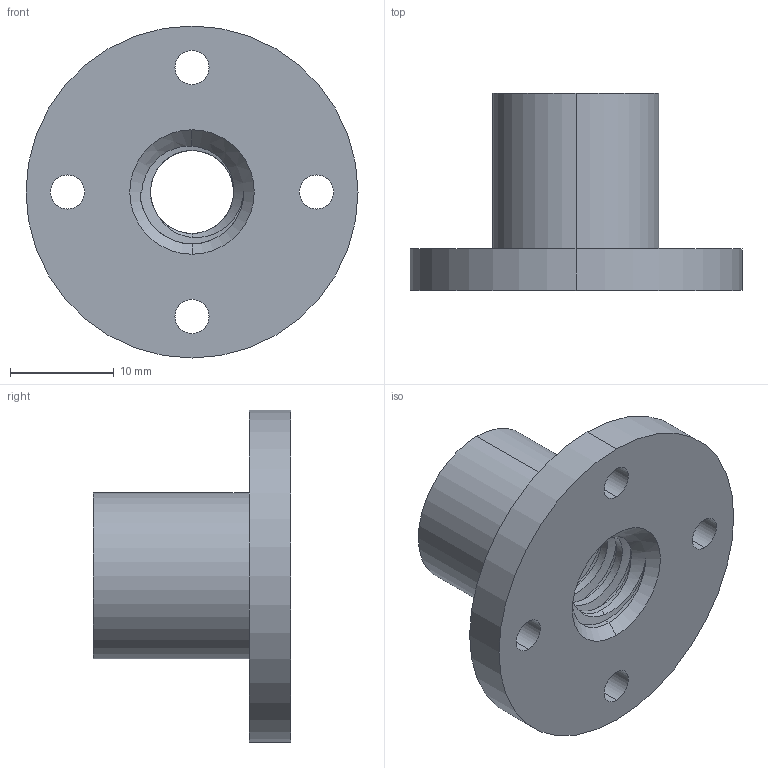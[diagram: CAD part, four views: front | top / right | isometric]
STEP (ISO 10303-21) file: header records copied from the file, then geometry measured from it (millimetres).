
FILE_DESCRIPTION (( 'STEP AP214' ), '1' );
FILE_NAME ('Leadscrew nut M10 step2mm by T-Maker.STEP', '2020-11-03T18:13:42', ( '' ), ( '' ), 'SwSTEP 2.0', 'SolidWorks 2020', '' );
FILE_SCHEMA (( 'AUTOMOTIVE_DESIGN' ));
Length unit declared in the file: millimetre
Products named in the file (1): Leadscrew nut M10 step2mm by T-Maker
Bounding box: 32 x 19 x 32 mm (x, y, z)
Volume: 4799.7 mm3; surface area: 3601.7 mm2
Topology: 1 solids, 1 shells, 44 faces, 122 edges, 81 vertices
Faces by surface type: cylinder 31, cone 6, plane 4, bspline 3
Entity records: 3387 total; most frequent: CARTESIAN_POINT 2298, ORIENTED_EDGE 244, DIRECTION 193, EDGE_CURVE 122, VERTEX_POINT 81, AXIS2_PLACEMENT_3D 78, EDGE_LOOP 55, FACE_OUTER_BOUND 44
